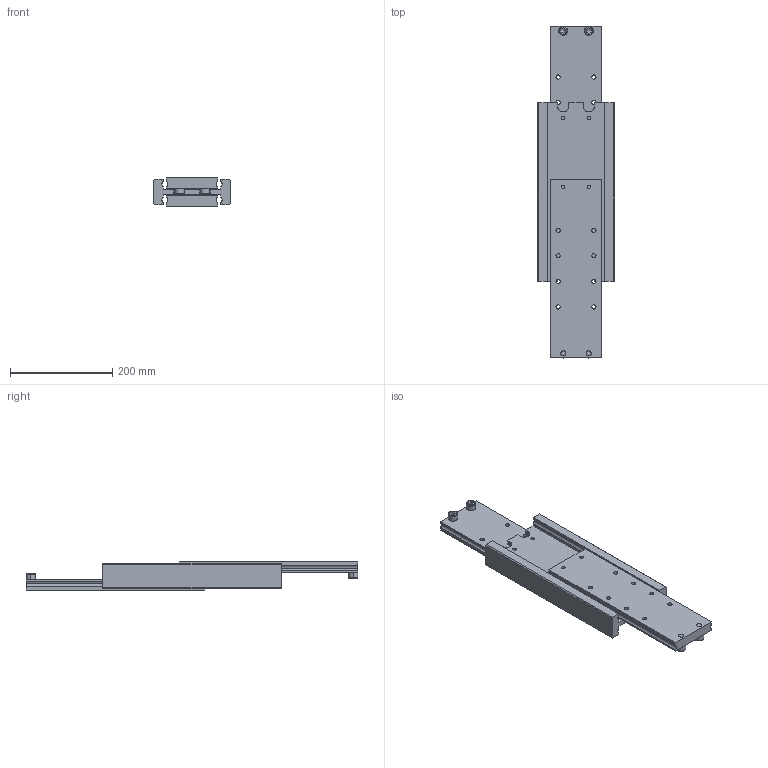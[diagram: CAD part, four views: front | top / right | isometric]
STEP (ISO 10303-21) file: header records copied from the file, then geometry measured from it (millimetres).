
FILE_DESCRIPTION((''),'2;1');
FILE_NAME('DTS-150 350.stp','2021-04-14T11:36:11',(''),(''),'Mechanical Desktop 2006','Mechanical Desktop 2006',', , ');
FILE_SCHEMA(('CONFIG_CONTROL_DESIGN'));
Length unit declared in the file: millimetre
Products named in the file (3): DTS150 A; MAIN PROFILE; OUTER BEAM
Assembly tree (3 placements, depth 2):
  DTS150 A
    MAIN PROFILE
    OUTER BEAM  x2
Bounding box: 150 x 650 x 55 mm (x, y, z)
Volume: 2328069.2 mm3; surface area: 365692.1 mm2
Topology: 3 solids, 37 shells, 542 faces, 1366 edges, 833 vertices
Faces by surface type: cone 162, cylinder 158, torus 128, plane 86, bspline 8
Entity records: 9651 total; most frequent: DIRECTION 1810, CARTESIAN_POINT 1771, ORIENTED_EDGE 1548, EDGE_CURVE 774, AXIS2_PLACEMENT_3D 746, VERTEX_POINT 479, CIRCLE 440, EDGE_LOOP 339
